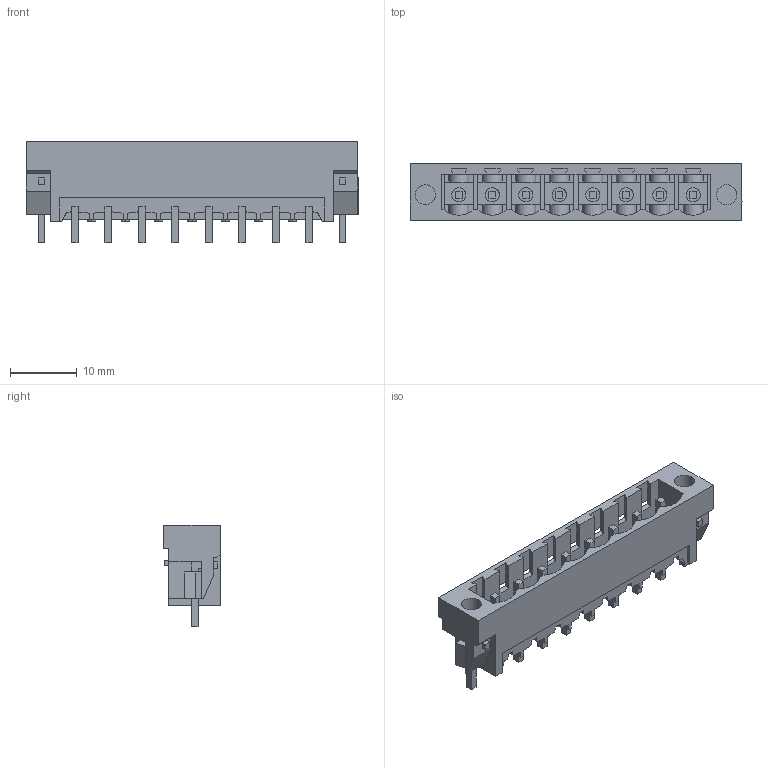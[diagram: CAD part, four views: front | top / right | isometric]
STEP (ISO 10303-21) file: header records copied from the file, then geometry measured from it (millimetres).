
FILE_DESCRIPTION(('CATIA V5 STEP Exchange','CAx-IF Rec.Pracs.--- Model Styling and Organization---1.2---2011-12-15'),'2;1');
FILE_NAME ('D1457162_0_1841450000_1841450000.stp','2018-04-12T04:36:34+00:00',('none'),('Weidmueller'),'CATIA Version 5-6 Release 2014','CATIA V5 STEP AP214','none');
FILE_SCHEMA(('AUTOMOTIVE_DESIGN { 1 0 10303 214 1 1 1 1 }'));
Length unit declared in the file: millimetre
Products named in the file (1): 1841450000
Bounding box: 49.6 x 8.43 x 15.2 mm (x, y, z)
Volume: 1978.9 mm3; surface area: 4366.1 mm2
Topology: 11 solids, 11 shells, 594 faces, 1757 edges, 1171 vertices
Faces by surface type: plane 508, cylinder 86
Entity records: 18830 total; most frequent: CARTESIAN_POINT 3829, ORIENTED_EDGE 3514, DIRECTION 2455, EDGE_CURVE 1757, VECTOR 1515, LINE 1515, VERTEX_POINT 1171, EDGE_LOOP 616
